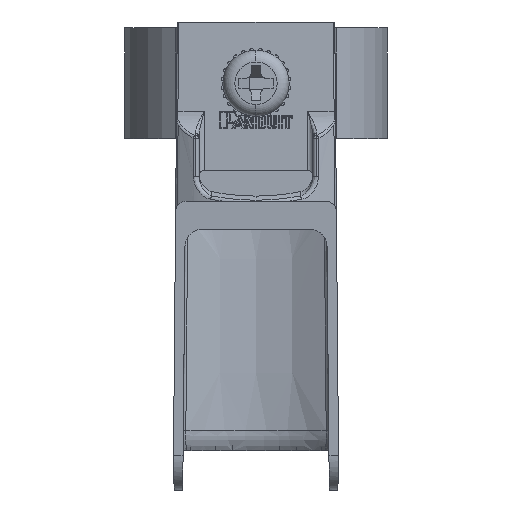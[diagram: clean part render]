
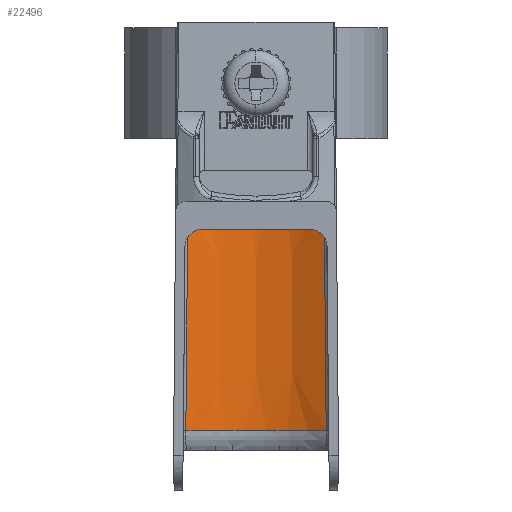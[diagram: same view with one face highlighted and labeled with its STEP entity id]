
A CAD part, left-side view. The second image highlights one B-rep face of the part: STEP entity #22496.
In plain terms, the highlighted conical face has half-angle 0.5 degrees and reference radius 23.749 mm.
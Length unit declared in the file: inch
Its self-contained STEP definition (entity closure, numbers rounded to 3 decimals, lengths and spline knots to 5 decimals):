
#633 = CARTESIAN_POINT ( 'NONE',  ( -1.14925, 0.49793, -0.25051 ) ) ;
#735 = CARTESIAN_POINT ( 'NONE',  ( -1.14742, 0.50136, -0.6362 ) ) ;
#1160 = CIRCLE ( 'NONE', #3084, 0.93589 ) ;
#1437 = CARTESIAN_POINT ( 'NONE',  ( -1.14742, -0.50136, -0.6362 ) ) ;
#1475 = EDGE_LOOP ( 'NONE', ( #12702, #24133, #23793, #9669, #17894, #21111, #22009, #23019 ) ) ;
#2139 = EDGE_CURVE ( 'NONE', #7879, #21773, #19916, .T. ) ;
#2144 = CARTESIAN_POINT ( 'NONE',  ( -1.9535, 0., -0.6362 ) ) ;
#2209 = AXIS2_PLACEMENT_3D ( 'NONE', #2144, #17643, #4380 ) ;
#2927 = B_SPLINE_CURVE_WITH_KNOTS ( 'NONE', 3,
 ( #26928, #20402, #7097, #22652 ),
 .UNSPECIFIED., .F., .F.,
 ( 4, 4 ),
 ( 0., 0.0026 ),
 .UNSPECIFIED. ) ;
#2953 = EDGE_CURVE ( 'NONE', #2954, #22162, #6019, .T. ) ;
#2954 = VERTEX_POINT ( 'NONE', #16491 ) ;
#3084 = AXIS2_PLACEMENT_3D ( 'NONE', #7306, #22871, #9561 ) ;
#3342 = VERTEX_POINT ( 'NONE', #22944 ) ;
#3948 = B_SPLINE_CURVE_WITH_KNOTS ( 'NONE', 3,
 ( #16841, #8063, #25944, #12604 ),
 .UNSPECIFIED., .F., .F.,
 ( 4, 4 ),
 ( 0., 0.0026 ),
 .UNSPECIFIED. ) ;
#4380 = DIRECTION ( 'NONE',  ( 1., 0., 0. ) ) ;
#4385 = AXIS2_PLACEMENT_3D ( 'NONE', #5487, #21002, #7716 ) ;
#4961 = CARTESIAN_POINT ( 'NONE',  ( -1.15449, 0.48816, 0.84741 ) ) ;
#5221 = CARTESIAN_POINT ( 'NONE',  ( -1.14766, -0.50092, -0.58597 ) ) ;
#5487 = CARTESIAN_POINT ( 'NONE',  ( -1.9535, 0., 0.89765 ) ) ;
#5736 = EDGE_CURVE ( 'NONE', #7879, #2954, #2927, .T. ) ;
#6019 = CIRCLE ( 'NONE', #4385, 0.93589 ) ;
#6127 = B_SPLINE_CURVE_WITH_KNOTS ( 'NONE', 3,
 ( #1437, #10353, #5221, #20761, #7460, #23007, #9710, #25263, #11914, #27478 ),
 .UNSPECIFIED., .F., .F.,
 ( 4, 3, 3, 4 ),
 ( 0., 0.00191, 0.00957, 0.03896 ),
 .UNSPECIFIED. ) ;
#6788 = AXIS2_PLACEMENT_3D ( 'NONE', #24523, #8974, #26740 ) ;
#7097 = CARTESIAN_POINT ( 'NONE',  ( -1.08492, 0.34772, 0.93177 ) ) ;
#7258 = VERTEX_POINT ( 'NONE', #27462 ) ;
#7306 = CARTESIAN_POINT ( 'NONE',  ( -1.9535, 0., 0.89765 ) ) ;
#7460 = CARTESIAN_POINT ( 'NONE',  ( -1.14825, -0.4998, -0.46037 ) ) ;
#7716 = DIRECTION ( 'NONE',  ( -1., 0., 0. ) ) ;
#7879 = VERTEX_POINT ( 'NONE', #13434 ) ;
#8063 = CARTESIAN_POINT ( 'NONE',  ( -1.08492, -0.34772, 0.93177 ) ) ;
#8974 = DIRECTION ( 'NONE',  ( 0., 0., -1. ) ) ;
#9446 = CARTESIAN_POINT ( 'NONE',  ( -1.15437, 0.48838, 0.82229 ) ) ;
#9561 = DIRECTION ( 'NONE',  ( -1., 0., 0. ) ) ;
#9669 = ORIENTED_EDGE ( 'NONE', *, *, #15401, .T. ) ;
#9710 = CARTESIAN_POINT ( 'NONE',  ( -1.14921, -0.49801, -0.25942 ) ) ;
#9795 = CONICAL_SURFACE ( 'NONE', #6788, 0.935, 0.009 ) ;
#10353 = CARTESIAN_POINT ( 'NONE',  ( -1.14754, -0.50114, -0.61108 ) ) ;
#10835 = EDGE_CURVE ( 'NONE', #24884, #7258, #6127, .T. ) ;
#11163 = FACE_OUTER_BOUND ( 'NONE', #1475, .T. ) ;
#11670 = CARTESIAN_POINT ( 'NONE',  ( -1.15341, 0.49017, 0.62134 ) ) ;
#11914 = CARTESIAN_POINT ( 'NONE',  ( -1.15288, -0.49115, 0.51196 ) ) ;
#11976 = DIRECTION ( 'NONE',  ( 0., 0., -1. ) ) ;
#12604 = CARTESIAN_POINT ( 'NONE',  ( -1.08611, -0.34907, 1. ) ) ;
#12702 = ORIENTED_EDGE ( 'NONE', *, *, #2139, .F. ) ;
#13299 = CARTESIAN_POINT ( 'NONE',  ( -1.08611, -0.34907, 1. ) ) ;
#13434 = CARTESIAN_POINT ( 'NONE',  ( -1.08611, 0.34907, 1. ) ) ;
#13883 = CARTESIAN_POINT ( 'NONE',  ( -1.15109, 0.4945, 0.13518 ) ) ;
#15401 = EDGE_CURVE ( 'NONE', #22162, #19871, #26410, .T. ) ;
#15489 = AXIS2_PLACEMENT_3D ( 'NONE', #25316, #11976, #27533 ) ;
#16100 = CARTESIAN_POINT ( 'NONE',  ( -1.14742, 0.50136, -0.6362 ) ) ;
#16291 = CIRCLE ( 'NONE', #2209, 0.94928 ) ;
#16491 = CARTESIAN_POINT ( 'NONE',  ( -1.08433, 0.34705, 0.89765 ) ) ;
#16841 = CARTESIAN_POINT ( 'NONE',  ( -1.08433, -0.34705, 0.89765 ) ) ;
#17643 = DIRECTION ( 'NONE',  ( 0., 0., -1. ) ) ;
#17894 = ORIENTED_EDGE ( 'NONE', *, *, #27588, .T. ) ;
#19871 = VERTEX_POINT ( 'NONE', #735 ) ;
#19916 = CIRCLE ( 'NONE', #15489, 0.935 ) ;
#20402 = CARTESIAN_POINT ( 'NONE',  ( -1.08551, 0.3484, 0.96588 ) ) ;
#20491 = CARTESIAN_POINT ( 'NONE',  ( -1.15461, 0.48794, 0.87253 ) ) ;
#20761 = CARTESIAN_POINT ( 'NONE',  ( -1.14778, -0.50069, -0.56085 ) ) ;
#21002 = DIRECTION ( 'NONE',  ( 0., 0., 1. ) ) ;
#21111 = ORIENTED_EDGE ( 'NONE', *, *, #10835, .T. ) ;
#21507 = EDGE_CURVE ( 'NONE', #7258, #3342, #1160, .T. ) ;
#21773 = VERTEX_POINT ( 'NONE', #13299 ) ;
#22009 = ORIENTED_EDGE ( 'NONE', *, *, #21507, .T. ) ;
#22162 = VERTEX_POINT ( 'NONE', #25428 ) ;
#22496 = ADVANCED_FACE ( 'NONE', ( #11163 ), #9795, .F. ) ;
#22652 = CARTESIAN_POINT ( 'NONE',  ( -1.08433, 0.34705, 0.89765 ) ) ;
#22753 = CARTESIAN_POINT ( 'NONE',  ( -1.15473, 0.48771, 0.89765 ) ) ;
#22871 = DIRECTION ( 'NONE',  ( 0., 0., 1. ) ) ;
#22944 = CARTESIAN_POINT ( 'NONE',  ( -1.08433, -0.34705, 0.89765 ) ) ;
#23007 = CARTESIAN_POINT ( 'NONE',  ( -1.14873, -0.49891, -0.3599 ) ) ;
#23019 = ORIENTED_EDGE ( 'NONE', *, *, #27813, .T. ) ;
#23793 = ORIENTED_EDGE ( 'NONE', *, *, #2953, .T. ) ;
#24133 = ORIENTED_EDGE ( 'NONE', *, *, #5736, .T. ) ;
#24523 = CARTESIAN_POINT ( 'NONE',  ( -1.9535, 0., 1. ) ) ;
#24884 = VERTEX_POINT ( 'NONE', #28733 ) ;
#25003 = CARTESIAN_POINT ( 'NONE',  ( -1.15389, 0.48928, 0.72182 ) ) ;
#25263 = CARTESIAN_POINT ( 'NONE',  ( -1.15104, -0.49458, 0.12627 ) ) ;
#25316 = CARTESIAN_POINT ( 'NONE',  ( -1.9535, 0., 1. ) ) ;
#25428 = CARTESIAN_POINT ( 'NONE',  ( -1.15473, 0.48771, 0.89765 ) ) ;
#25944 = CARTESIAN_POINT ( 'NONE',  ( -1.08551, -0.3484, 0.96588 ) ) ;
#26410 = B_SPLINE_CURVE_WITH_KNOTS ( 'NONE', 3,
 ( #22753, #20491, #4961, #9446, #25003, #11670, #27215, #13883, #633, #16100 ),
 .UNSPECIFIED., .F., .F.,
 ( 4, 3, 3, 4 ),
 ( 0., 0.00191, 0.00957, 0.03896 ),
 .UNSPECIFIED. ) ;
#26740 = DIRECTION ( 'NONE',  ( -1., 0., 0. ) ) ;
#26928 = CARTESIAN_POINT ( 'NONE',  ( -1.08611, 0.34907, 1. ) ) ;
#27215 = CARTESIAN_POINT ( 'NONE',  ( -1.15293, 0.49107, 0.52087 ) ) ;
#27462 = CARTESIAN_POINT ( 'NONE',  ( -1.15473, -0.48771, 0.89765 ) ) ;
#27478 = CARTESIAN_POINT ( 'NONE',  ( -1.15473, -0.48771, 0.89765 ) ) ;
#27533 = DIRECTION ( 'NONE',  ( -1., 0., 0. ) ) ;
#27588 = EDGE_CURVE ( 'NONE', #19871, #24884, #16291, .T. ) ;
#27813 = EDGE_CURVE ( 'NONE', #3342, #21773, #3948, .T. ) ;
#28733 = CARTESIAN_POINT ( 'NONE',  ( -1.14742, -0.50136, -0.6362 ) ) ;
